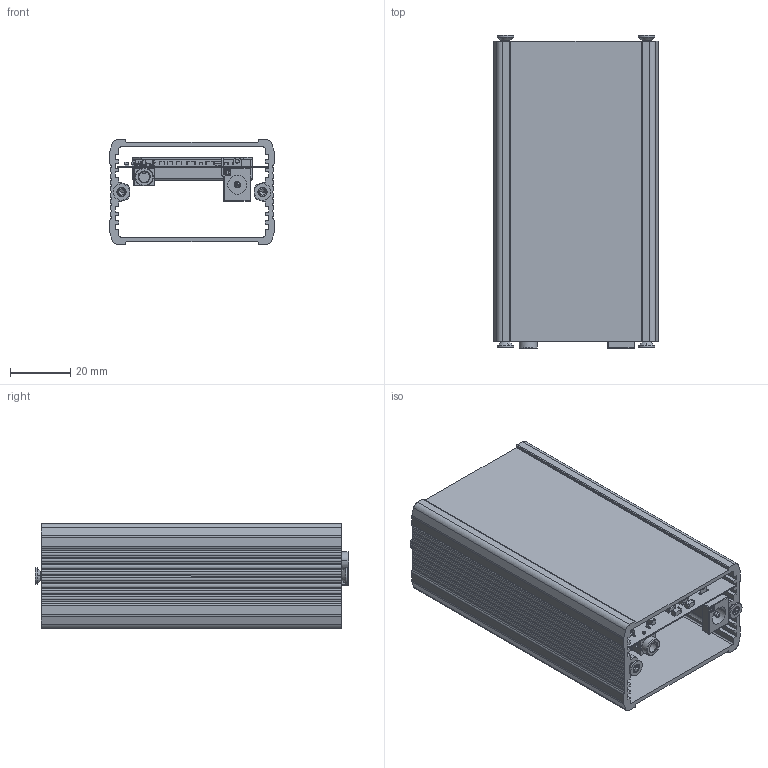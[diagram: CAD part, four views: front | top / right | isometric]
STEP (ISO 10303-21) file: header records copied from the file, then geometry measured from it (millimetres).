
FILE_DESCRIPTION(('Open CASCADE Model'),'2;1');
FILE_NAME('Open CASCADE Shape Model','2017-10-14T18:32:14',('Author'),( 'Open CASCADE'),'Open CASCADE STEP processor 6.8','Open CASCADE 6.8' ,'Unknown');
FILE_SCHEMA(('AUTOMOTIVE_DESIGN { 1 0 10303 214 1 1 1 1 }'));
Length unit declared in the file: millimetre
Products named in the file (62): PCB; Board; L1; FER_0805; U7; HB_100; U6; 950356376; Extruded; 950356512; 950357192; 950363448; J2; FC68125; C16; 1206_cap; C15; C14; C13; 0805_cap; U1; 1378246368; Cylinder; 950359640; 950359776; 950359912; 950360048; C8; C9; C10; C11; C12; J1; CLIFF_DC10A_FC68148; C1; C3; C4; C5; C6; C7 ...
Assembly tree (113 placements, depth 4):
  PCB
    Board
    L1
      FER_0805
    U7
      HB_100
    U6
      950356376  x8
        Extruded
      950356512  x8
        Extruded
      950357192
        Extruded
      950363448
        Extruded
    J2
      FC68125
    C16
      1206_cap
    C15
      1206_cap
    C14
      1206_cap
    C13
      0805_cap
    U1
      1378246368
        Cylinder
      950359640
        Extruded
      950359776  x6
        Extruded
      950359912  x6
        Extruded
      950360048  x6
        Extruded
    C8
      1206_cap
    C9
      1206_cap
    C10
      1206_cap
    C11
      1206_cap
    C12
      1206_cap
    J1
      CLIFF_DC10A_FC68148
    C1
      0805_cap
    C3
      1206_cap
    C4
      1206_cap
    C5
      1206_cap
    C6
      1206_cap
    C7
      1206_cap
Bounding box: 55 x 104.41 x 35 mm (x, y, z)
Volume: 46460.8 mm3; surface area: 57061.2 mm2
Topology: 80 solids, 80 shells, 2834 faces, 6995 edges, 3990 vertices
Faces by surface type: plane 1189, cylinder 1058, sphere 342, bspline 167, torus 48, cone 24, revolution 6
Full cylindrical faces by diameter (mm): 0.254 x1, 1.143 x8, 1.2 x2, 1.9 x5, 3.5 x2
Entity records: 50069 total; most frequent: CARTESIAN_POINT 10939, DIRECTION 7003, ORIENTED_EDGE 6800, EDGE_CURVE 3400, AXIS2_PLACEMENT_3D 2471, VERTEX_POINT 2132, LINE 2055, VECTOR 2055
